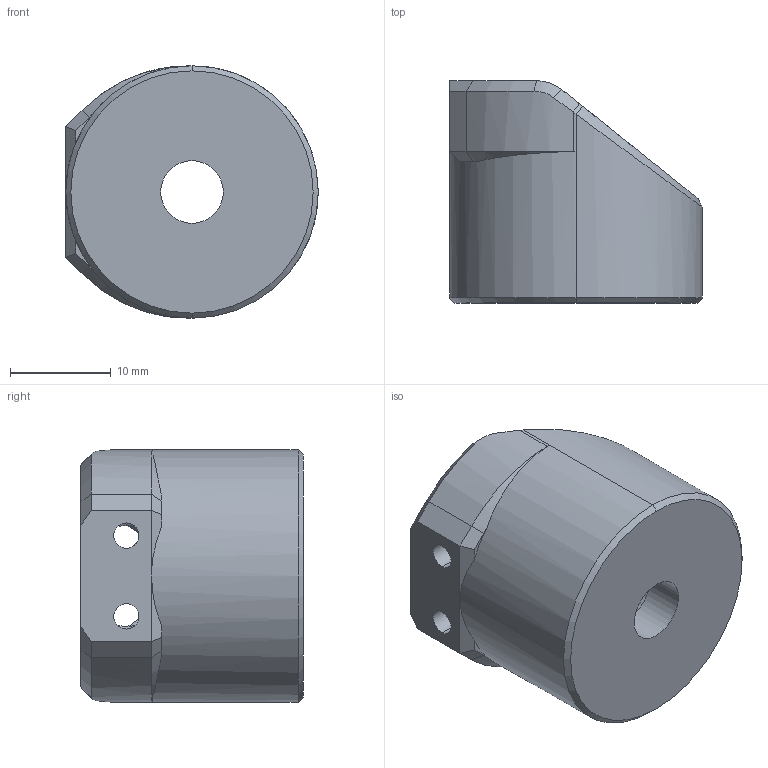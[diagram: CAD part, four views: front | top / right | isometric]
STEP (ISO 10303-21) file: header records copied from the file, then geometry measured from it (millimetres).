
FILE_DESCRIPTION (( 'STEP AP214' ), '1' );
FILE_NAME ('1225-10994 - Rev01 .step', '2019-07-15T14:08:27', ( '' ), ( '' ), 'SwSTEP 2.0', 'SolidWorks 2019', '' );
FILE_SCHEMA (( 'AUTOMOTIVE_DESIGN' ));
Length unit declared in the file: millimetre
Products named in the file (1): 1225-10994 - Rev01 
Bounding box: 25 x 22 x 25 mm (x, y, z)
Volume: 7625 mm3; surface area: 3084.3 mm2
Topology: 1 solids, 1 shells, 53 faces, 127 edges, 76 vertices
Faces by surface type: plane 21, cylinder 14, cone 10, bspline 8
Entity records: 2611 total; most frequent: CARTESIAN_POINT 1389, ORIENTED_EDGE 254, DIRECTION 206, EDGE_CURVE 127, AXIS2_PLACEMENT_3D 76, VERTEX_POINT 76, EDGE_LOOP 59, VECTOR 54
